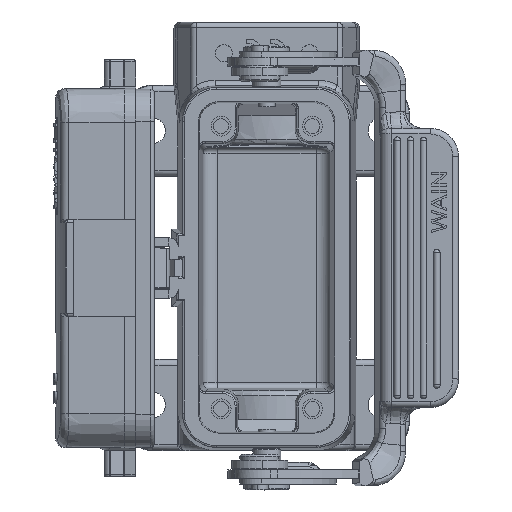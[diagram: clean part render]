
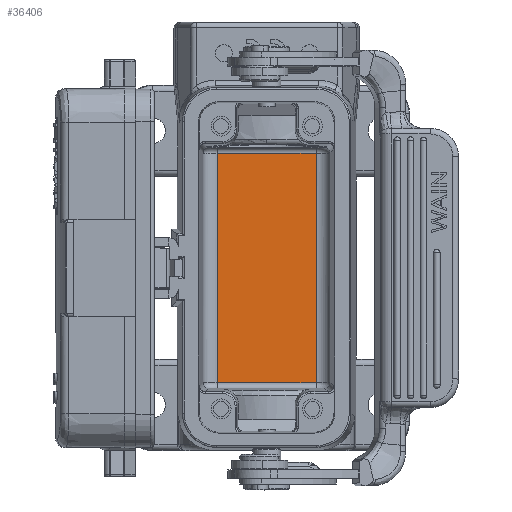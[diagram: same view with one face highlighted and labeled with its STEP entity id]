
A CAD part, top view. The second image highlights one B-rep face of the part: STEP entity #36406.
In plain terms, the highlighted planar face has unit normal (0, 0, 1).
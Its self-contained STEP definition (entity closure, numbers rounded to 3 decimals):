
#9219=CARTESIAN_POINT('',(-26.21,20.285,
-46.329));
#9221=DIRECTION('',(0.,-1.,0.));
#9222=VECTOR('',#9221,40.18);
#9223=CARTESIAN_POINT('',(-26.21,20.285,
-46.329));
#9224=LINE('',#9223,#9222);
#9247=DIRECTION('',(-1.,0.,0.));
#9248=VECTOR('',#9247,17.311);
#9249=CARTESIAN_POINT('',(-8.899,20.288,
-46.329));
#9250=LINE('',#9249,#9248);
#9304=DIRECTION('',(0.,1.,0.));
#9305=VECTOR('',#9304,40.183);
#9306=CARTESIAN_POINT('',(-8.899,-19.895,
-46.329));
#9307=LINE('',#9306,#9305);
#9815=DIRECTION('',(1.,0.,0.));
#9816=VECTOR('',#9815,17.311);
#9817=CARTESIAN_POINT('',(-26.21,-19.895,
-46.329));
#9818=LINE('',#9817,#9816);
#19737=VERTEX_POINT('',#9219);
#19738=CARTESIAN_POINT('',(-26.21,-19.895,
-46.329));
#19739=VERTEX_POINT('',#19738);
#19741=CARTESIAN_POINT('',(-8.899,20.288,
-46.329));
#19742=VERTEX_POINT('',#19741);
#19743=CARTESIAN_POINT('',(-8.899,-19.895,
-46.329));
#19744=VERTEX_POINT('',#19743);
#36392=CARTESIAN_POINT('',(-17.554,0.197,
-46.329));
#36393=DIRECTION('',(0.,0.,1.));
#36394=DIRECTION('',(1.,0.,0.));
#36395=AXIS2_PLACEMENT_3D('',#36392,#36393,#36394);
#36396=PLANE('',#36395);
#36397=ORIENTED_EDGE('',*,*,#36383,.F.);
#36399=ORIENTED_EDGE('',*,*,#36398,.F.);
#36401=ORIENTED_EDGE('',*,*,#36400,.F.);
#36403=ORIENTED_EDGE('',*,*,#36402,.F.);
#36404=EDGE_LOOP('',(#36397,#36399,#36401,#36403));
#36405=FACE_OUTER_BOUND('',#36404,.F.);
#36406=ADVANCED_FACE('',(#36405),#36396,.T.);
#36383=EDGE_CURVE('',#19737,#19739,#9224,.T.);
#36398=EDGE_CURVE('',#19742,#19737,#9250,.T.);
#36400=EDGE_CURVE('',#19744,#19742,#9307,.T.);
#36402=EDGE_CURVE('',#19739,#19744,#9818,.T.);
